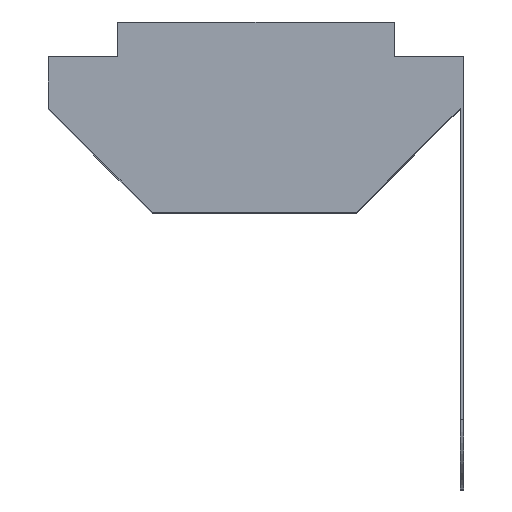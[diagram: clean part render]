
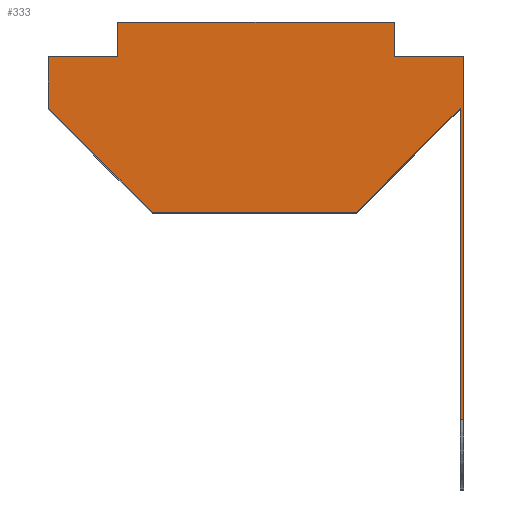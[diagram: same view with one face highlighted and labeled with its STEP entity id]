
A CAD part, top view. The second image highlights one B-rep face of the part: STEP entity #333.
In plain terms, the highlighted planar face has unit normal (0, 0, 1).
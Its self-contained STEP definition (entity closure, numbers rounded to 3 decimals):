
#34 = CARTESIAN_POINT ( 'NONE',  ( 2., 0., 20. ) ) ;
#36 = VERTEX_POINT ( 'NONE', #575 ) ;
#46 = LINE ( 'NONE', #115, #238 ) ;
#47 = VECTOR ( 'NONE', #809, 1000. ) ;
#51 = EDGE_CURVE ( 'NONE', #756, #861, #445, .T. ) ;
#52 = VERTEX_POINT ( 'NONE', #498 ) ;
#63 = CARTESIAN_POINT ( 'NONE',  ( 12., -10.5, 20. ) ) ;
#77 = VECTOR ( 'NONE', #772, 1000. ) ;
#88 = CARTESIAN_POINT ( 'NONE',  ( 3., -4.5, 20. ) ) ;
#115 = CARTESIAN_POINT ( 'NONE',  ( 0., 0., 20. ) ) ;
#116 = CARTESIAN_POINT ( 'NONE',  ( 10., 0., 20. ) ) ;
#139 = VERTEX_POINT ( 'NONE', #140 ) ;
#140 = CARTESIAN_POINT ( 'NONE',  ( 12., 0., 20. ) ) ;
#156 = EDGE_CURVE ( 'NONE', #139, #612, #367, .T. ) ;
#159 = VERTEX_POINT ( 'NONE', #296 ) ;
#175 = EDGE_CURVE ( 'NONE', #36, #52, #216, .T. ) ;
#182 = CARTESIAN_POINT ( 'NONE',  ( 8.9, -4.5, 20. ) ) ;
#185 = DIRECTION ( 'NONE',  ( 1., 0., 0. ) ) ;
#187 = VERTEX_POINT ( 'NONE', #88 ) ;
#196 = CARTESIAN_POINT ( 'NONE',  ( 10., 0., 20. ) ) ;
#199 = LINE ( 'NONE', #116, #537 ) ;
#204 = DIRECTION ( 'NONE',  ( 1., 0., 0. ) ) ;
#209 = LINE ( 'NONE', #279, #239 ) ;
#216 = LINE ( 'NONE', #438, #697 ) ;
#220 = ORIENTED_EDGE ( 'NONE', *, *, #813, .F. ) ;
#231 = ORIENTED_EDGE ( 'NONE', *, *, #544, .F. ) ;
#238 = VECTOR ( 'NONE', #185, 1000. ) ;
#239 = VECTOR ( 'NONE', #488, 1000. ) ;
#245 = LINE ( 'NONE', #516, #741 ) ;
#246 = ORIENTED_EDGE ( 'NONE', *, *, #175, .F. ) ;
#250 = VERTEX_POINT ( 'NONE', #311 ) ;
#251 = DIRECTION ( 'NONE',  ( 0., 1., 0. ) ) ;
#258 = DIRECTION ( 'NONE',  ( -1., 0., 0. ) ) ;
#278 = EDGE_CURVE ( 'NONE', #250, #612, #448, .T. ) ;
#279 = CARTESIAN_POINT ( 'NONE',  ( 11.9, -1.5, 20. ) ) ;
#283 = DIRECTION ( 'NONE',  ( 0., -1., 0. ) ) ;
#290 = EDGE_CURVE ( 'NONE', #861, #159, #245, .T. ) ;
#293 = VERTEX_POINT ( 'NONE', #182 ) ;
#296 = CARTESIAN_POINT ( 'NONE',  ( 10., 1., 20. ) ) ;
#311 = CARTESIAN_POINT ( 'NONE',  ( 11.9, -10.5, 20. ) ) ;
#313 = CARTESIAN_POINT ( 'NONE',  ( 8.9, -4.5, 20. ) ) ;
#314 = ORIENTED_EDGE ( 'NONE', *, *, #278, .T. ) ;
#325 = AXIS2_PLACEMENT_3D ( 'NONE', #734, #332, #258 ) ;
#332 = DIRECTION ( 'NONE',  ( 0., 0., -1. ) ) ;
#333 = ADVANCED_FACE ( 'NONE', ( #595 ), #796, .F. ) ;
#334 = EDGE_CURVE ( 'NONE', #845, #139, #199, .T. ) ;
#344 = ORIENTED_EDGE ( 'NONE', *, *, #781, .F. ) ;
#366 = DIRECTION ( 'NONE',  ( -1., 0., 0. ) ) ;
#367 = LINE ( 'NONE', #689, #596 ) ;
#368 = CARTESIAN_POINT ( 'NONE',  ( 2., 0., 20. ) ) ;
#380 = ORIENTED_EDGE ( 'NONE', *, *, #156, .F. ) ;
#396 = EDGE_CURVE ( 'NONE', #187, #36, #655, .T. ) ;
#401 = DIRECTION ( 'NONE',  ( -0.707, 0.707, 0. ) ) ;
#412 = ORIENTED_EDGE ( 'NONE', *, *, #290, .F. ) ;
#438 = CARTESIAN_POINT ( 'NONE',  ( 0., -1.5, 20. ) ) ;
#444 = DIRECTION ( 'NONE',  ( 0., 1., 0. ) ) ;
#445 = LINE ( 'NONE', #368, #77 ) ;
#448 = LINE ( 'NONE', #716, #648 ) ;
#482 = EDGE_LOOP ( 'NONE', ( #344, #314, #380, #538, #231, #412, #709, #220, #246, #857, #862, #532 ) ) ;
#488 = DIRECTION ( 'NONE',  ( -0.707, -0.707, 0. ) ) ;
#498 = CARTESIAN_POINT ( 'NONE',  ( 0., 0., 20. ) ) ;
#516 = CARTESIAN_POINT ( 'NONE',  ( 0., 1., 20. ) ) ;
#526 = CARTESIAN_POINT ( 'NONE',  ( 11.9, -1.5, 20. ) ) ;
#530 = LINE ( 'NONE', #778, #623 ) ;
#532 = ORIENTED_EDGE ( 'NONE', *, *, #618, .F. ) ;
#537 = VECTOR ( 'NONE', #204, 1000. ) ;
#538 = ORIENTED_EDGE ( 'NONE', *, *, #334, .F. ) ;
#543 = CARTESIAN_POINT ( 'NONE',  ( 10., 1., 20. ) ) ;
#544 = EDGE_CURVE ( 'NONE', #159, #845, #691, .T. ) ;
#575 = CARTESIAN_POINT ( 'NONE',  ( 0., -1.5, 20. ) ) ;
#583 = DIRECTION ( 'NONE',  ( 1., 0., 0. ) ) ;
#595 = FACE_OUTER_BOUND ( 'NONE', #482, .T. ) ;
#596 = VECTOR ( 'NONE', #283, 1000. ) ;
#612 = VERTEX_POINT ( 'NONE', #63 ) ;
#618 = EDGE_CURVE ( 'NONE', #797, #293, #209, .T. ) ;
#623 = VECTOR ( 'NONE', #251, 1000. ) ;
#648 = VECTOR ( 'NONE', #583, 1000. ) ;
#650 = CARTESIAN_POINT ( 'NONE',  ( 2., 1., 20. ) ) ;
#655 = LINE ( 'NONE', #673, #754 ) ;
#662 = VECTOR ( 'NONE', #366, 1000. ) ;
#673 = CARTESIAN_POINT ( 'NONE',  ( 3., -4.5, 20. ) ) ;
#689 = CARTESIAN_POINT ( 'NONE',  ( 12., 1., 20. ) ) ;
#691 = LINE ( 'NONE', #543, #47 ) ;
#697 = VECTOR ( 'NONE', #444, 1000. ) ;
#709 = ORIENTED_EDGE ( 'NONE', *, *, #51, .F. ) ;
#713 = LINE ( 'NONE', #313, #662 ) ;
#716 = CARTESIAN_POINT ( 'NONE',  ( 12., -10.5, 20. ) ) ;
#734 = CARTESIAN_POINT ( 'NONE',  ( 0., 0., 20. ) ) ;
#741 = VECTOR ( 'NONE', #775, 1000. ) ;
#754 = VECTOR ( 'NONE', #401, 1000. ) ;
#756 = VERTEX_POINT ( 'NONE', #34 ) ;
#757 = EDGE_CURVE ( 'NONE', #293, #187, #713, .T. ) ;
#772 = DIRECTION ( 'NONE',  ( 0., 1., 0. ) ) ;
#775 = DIRECTION ( 'NONE',  ( 1., 0., 0. ) ) ;
#778 = CARTESIAN_POINT ( 'NONE',  ( 11.9, -12.5, 20. ) ) ;
#781 = EDGE_CURVE ( 'NONE', #250, #797, #530, .T. ) ;
#796 = PLANE ( 'NONE',  #325 ) ;
#797 = VERTEX_POINT ( 'NONE', #526 ) ;
#809 = DIRECTION ( 'NONE',  ( 0., -1., 0. ) ) ;
#813 = EDGE_CURVE ( 'NONE', #52, #756, #46, .T. ) ;
#845 = VERTEX_POINT ( 'NONE', #196 ) ;
#857 = ORIENTED_EDGE ( 'NONE', *, *, #396, .F. ) ;
#861 = VERTEX_POINT ( 'NONE', #650 ) ;
#862 = ORIENTED_EDGE ( 'NONE', *, *, #757, .F. ) ;
